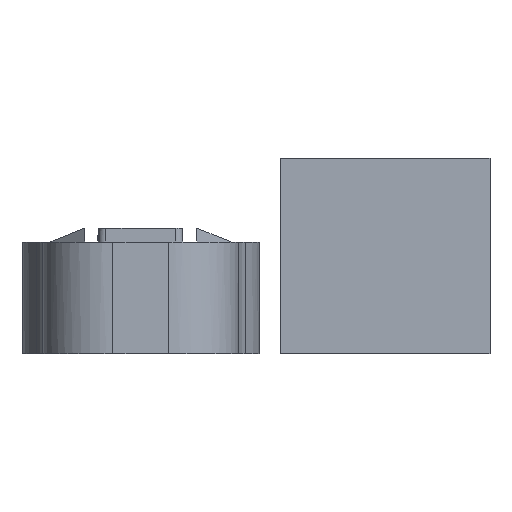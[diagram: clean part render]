
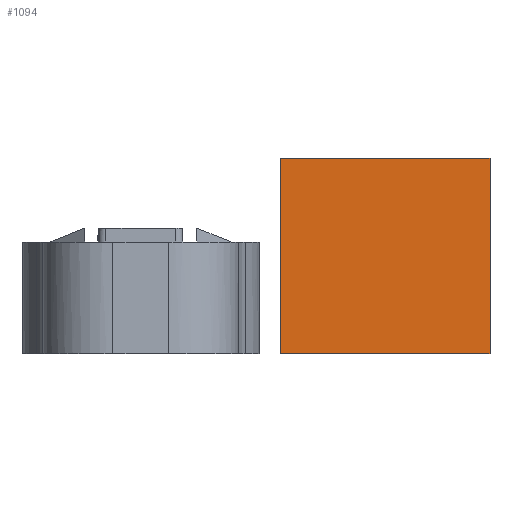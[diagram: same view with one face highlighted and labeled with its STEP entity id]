
A CAD part, front view. The second image highlights one B-rep face of the part: STEP entity #1094.
In plain terms, the highlighted planar face has unit normal (0, -1, 0).
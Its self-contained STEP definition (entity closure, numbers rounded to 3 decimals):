
#21 = EDGE_CURVE('',#22,#24,#26,.T.);
#22 = VERTEX_POINT('',#23);
#23 = CARTESIAN_POINT('',(10.,-6.,0.));
#24 = VERTEX_POINT('',#25);
#25 = CARTESIAN_POINT('',(10.,-6.,14.));
#26 = SURFACE_CURVE('',#27,(#30,#41),.PCURVE_S1.);
#27 = B_SPLINE_CURVE_WITH_KNOTS('',1,(#28,#29),.UNSPECIFIED.,.F.,.F.,(2,
    2),(-1.4,-0.),.PIECEWISE_BEZIER_KNOTS.);
#28 = CARTESIAN_POINT('',(10.,-6.,0.));
#29 = CARTESIAN_POINT('',(10.,-6.,14.));
#30 = PCURVE('',#31,#36);
#31 = PLANE('',#32);
#32 = AXIS2_PLACEMENT_3D('',#33,#34,#35);
#33 = CARTESIAN_POINT('',(10.,1.5,7.));
#34 = DIRECTION('',(-1.,0.,0.));
#35 = DIRECTION('',(0.,0.,1.));
#36 = DEFINITIONAL_REPRESENTATION('',(#37),#40);
#37 = B_SPLINE_CURVE_WITH_KNOTS('',1,(#38,#39),.UNSPECIFIED.,.F.,.F.,(2,
    2),(-1.4,-0.),.PIECEWISE_BEZIER_KNOTS.);
#38 = CARTESIAN_POINT('',(-7.,-7.5));
#39 = CARTESIAN_POINT('',(7.,-7.5));
#40 = ( GEOMETRIC_REPRESENTATION_CONTEXT(2) 
PARAMETRIC_REPRESENTATION_CONTEXT() REPRESENTATION_CONTEXT('2D SPACE',''
  ) );
#41 = PCURVE('',#42,#47);
#42 = PLANE('',#43);
#43 = AXIS2_PLACEMENT_3D('',#44,#45,#46);
#44 = CARTESIAN_POINT('',(17.5,-6.,7.));
#45 = DIRECTION('',(0.,-1.,0.));
#46 = DIRECTION('',(0.,0.,-1.));
#47 = DEFINITIONAL_REPRESENTATION('',(#48),#51);
#48 = B_SPLINE_CURVE_WITH_KNOTS('',1,(#49,#50),.UNSPECIFIED.,.F.,.F.,(2,
    2),(-1.4,0.),.PIECEWISE_BEZIER_KNOTS.);
#49 = CARTESIAN_POINT('',(7.,-7.5));
#50 = CARTESIAN_POINT('',(-7.,-7.5));
#51 = ( GEOMETRIC_REPRESENTATION_CONTEXT(2) 
PARAMETRIC_REPRESENTATION_CONTEXT() REPRESENTATION_CONTEXT('2D SPACE',''
  ) );
#67 = PLANE('',#68);
#68 = AXIS2_PLACEMENT_3D('',#69,#70,#71);
#69 = CARTESIAN_POINT('',(17.5,-4.5,14.));
#70 = DIRECTION('',(0.,0.,1.));
#71 = DIRECTION('',(1.,0.,0.));
#415 = PLANE('',#416);
#416 = AXIS2_PLACEMENT_3D('',#417,#418,#419);
#417 = CARTESIAN_POINT('',(17.5,1.5,0.));
#418 = DIRECTION('',(0.,0.,-1.));
#419 = DIRECTION('',(-1.,0.,0.));
#450 = VERTEX_POINT('',#451);
#451 = CARTESIAN_POINT('',(25.,-6.,0.));
#463 = PLANE('',#464);
#464 = AXIS2_PLACEMENT_3D('',#465,#466,#467);
#465 = CARTESIAN_POINT('',(25.,1.5,7.));
#466 = DIRECTION('',(1.,0.,0.));
#467 = DIRECTION('',(0.,0.,-1.));
#474 = EDGE_CURVE('',#450,#22,#475,.T.);
#475 = SURFACE_CURVE('',#476,(#479,#485),.PCURVE_S1.);
#476 = B_SPLINE_CURVE_WITH_KNOTS('',1,(#477,#478),.UNSPECIFIED.,.F.,.F.,
  (2,2),(-1.,-0.),.PIECEWISE_BEZIER_KNOTS.);
#477 = CARTESIAN_POINT('',(25.,-6.,0.));
#478 = CARTESIAN_POINT('',(10.,-6.,0.));
#479 = PCURVE('',#415,#480);
#480 = DEFINITIONAL_REPRESENTATION('',(#481),#484);
#481 = B_SPLINE_CURVE_WITH_KNOTS('',1,(#482,#483),.UNSPECIFIED.,.F.,.F.,
  (2,2),(-1.,-0.),.PIECEWISE_BEZIER_KNOTS.);
#482 = CARTESIAN_POINT('',(-7.5,-7.5));
#483 = CARTESIAN_POINT('',(7.5,-7.5));
#484 = ( GEOMETRIC_REPRESENTATION_CONTEXT(2) 
PARAMETRIC_REPRESENTATION_CONTEXT() REPRESENTATION_CONTEXT('2D SPACE',''
  ) );
#485 = PCURVE('',#42,#486);
#486 = DEFINITIONAL_REPRESENTATION('',(#487),#490);
#487 = B_SPLINE_CURVE_WITH_KNOTS('',1,(#488,#489),.UNSPECIFIED.,.F.,.F.,
  (2,2),(-1.,0.),.PIECEWISE_BEZIER_KNOTS.);
#488 = CARTESIAN_POINT('',(7.,7.5));
#489 = CARTESIAN_POINT('',(7.,-7.5));
#490 = ( GEOMETRIC_REPRESENTATION_CONTEXT(2) 
PARAMETRIC_REPRESENTATION_CONTEXT() REPRESENTATION_CONTEXT('2D SPACE',''
  ) );
#1055 = EDGE_CURVE('',#24,#1056,#1058,.T.);
#1056 = VERTEX_POINT('',#1057);
#1057 = CARTESIAN_POINT('',(25.,-6.,14.));
#1058 = SURFACE_CURVE('',#1059,(#1062,#1068),.PCURVE_S1.);
#1059 = B_SPLINE_CURVE_WITH_KNOTS('',1,(#1060,#1061),.UNSPECIFIED.,.F.,
  .F.,(2,2),(-1.,-0.),.PIECEWISE_BEZIER_KNOTS.);
#1060 = CARTESIAN_POINT('',(10.,-6.,14.));
#1061 = CARTESIAN_POINT('',(25.,-6.,14.));
#1062 = PCURVE('',#67,#1063);
#1063 = DEFINITIONAL_REPRESENTATION('',(#1064),#1067);
#1064 = B_SPLINE_CURVE_WITH_KNOTS('',1,(#1065,#1066),.UNSPECIFIED.,.F.,
  .F.,(2,2),(-1.,-0.),.PIECEWISE_BEZIER_KNOTS.);
#1065 = CARTESIAN_POINT('',(-7.5,-1.5));
#1066 = CARTESIAN_POINT('',(7.5,-1.5));
#1067 = ( GEOMETRIC_REPRESENTATION_CONTEXT(2) 
PARAMETRIC_REPRESENTATION_CONTEXT() REPRESENTATION_CONTEXT('2D SPACE',''
  ) );
#1068 = PCURVE('',#42,#1069);
#1069 = DEFINITIONAL_REPRESENTATION('',(#1070),#1073);
#1070 = B_SPLINE_CURVE_WITH_KNOTS('',1,(#1071,#1072),.UNSPECIFIED.,.F.,
  .F.,(2,2),(-1.,0.),.PIECEWISE_BEZIER_KNOTS.);
#1071 = CARTESIAN_POINT('',(-7.,-7.5));
#1072 = CARTESIAN_POINT('',(-7.,7.5));
#1073 = ( GEOMETRIC_REPRESENTATION_CONTEXT(2) 
PARAMETRIC_REPRESENTATION_CONTEXT() REPRESENTATION_CONTEXT('2D SPACE',''
  ) );
#1094 = ADVANCED_FACE('',(#1095),#42,.T.);
#1095 = FACE_BOUND('',#1096,.T.);
#1096 = EDGE_LOOP('',(#1097,#1098,#1116,#1117));
#1097 = ORIENTED_EDGE('',*,*,#474,.F.);
#1098 = ORIENTED_EDGE('',*,*,#1099,.T.);
#1099 = EDGE_CURVE('',#450,#1056,#1100,.T.);
#1100 = SURFACE_CURVE('',#1101,(#1104,#1110),.PCURVE_S1.);
#1101 = B_SPLINE_CURVE_WITH_KNOTS('',1,(#1102,#1103),.UNSPECIFIED.,.F.,
  .F.,(2,2),(-1.4,-0.),.PIECEWISE_BEZIER_KNOTS.);
#1102 = CARTESIAN_POINT('',(25.,-6.,0.));
#1103 = CARTESIAN_POINT('',(25.,-6.,14.));
#1104 = PCURVE('',#42,#1105);
#1105 = DEFINITIONAL_REPRESENTATION('',(#1106),#1109);
#1106 = B_SPLINE_CURVE_WITH_KNOTS('',1,(#1107,#1108),.UNSPECIFIED.,.F.,
  .F.,(2,2),(-1.4,-0.),.PIECEWISE_BEZIER_KNOTS.);
#1107 = CARTESIAN_POINT('',(7.,7.5));
#1108 = CARTESIAN_POINT('',(-7.,7.5));
#1109 = ( GEOMETRIC_REPRESENTATION_CONTEXT(2) 
PARAMETRIC_REPRESENTATION_CONTEXT() REPRESENTATION_CONTEXT('2D SPACE',''
  ) );
#1110 = PCURVE('',#463,#1111);
#1111 = DEFINITIONAL_REPRESENTATION('',(#1112),#1115);
#1112 = B_SPLINE_CURVE_WITH_KNOTS('',1,(#1113,#1114),.UNSPECIFIED.,.F.,
  .F.,(2,2),(-1.4,0.),.PIECEWISE_BEZIER_KNOTS.);
#1113 = CARTESIAN_POINT('',(7.,-7.5));
#1114 = CARTESIAN_POINT('',(-7.,-7.5));
#1115 = ( GEOMETRIC_REPRESENTATION_CONTEXT(2) 
PARAMETRIC_REPRESENTATION_CONTEXT() REPRESENTATION_CONTEXT('2D SPACE',''
  ) );
#1116 = ORIENTED_EDGE('',*,*,#1055,.F.);
#1117 = ORIENTED_EDGE('',*,*,#21,.F.);
